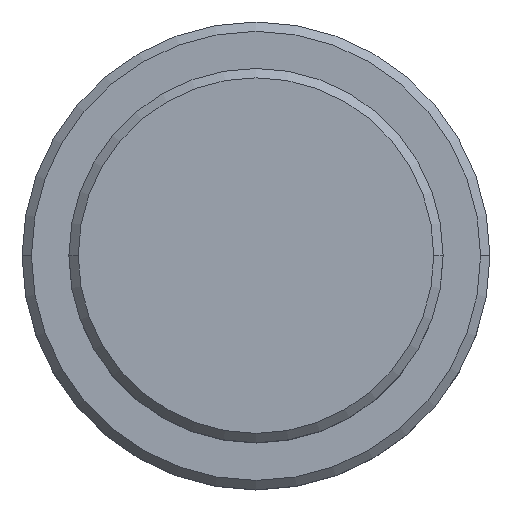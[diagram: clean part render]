
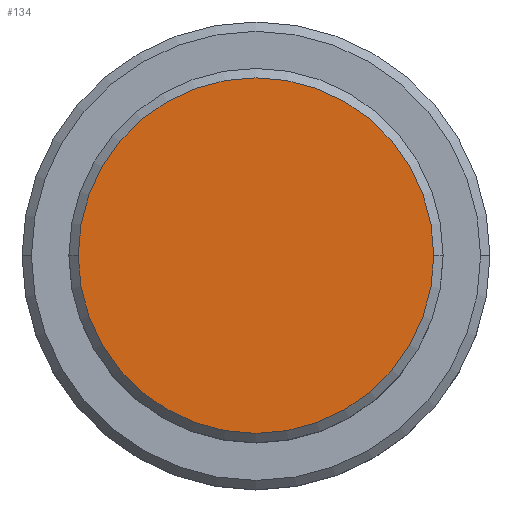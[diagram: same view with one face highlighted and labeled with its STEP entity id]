
A CAD part, top view. The second image highlights one B-rep face of the part: STEP entity #134.
In plain terms, the highlighted planar face has unit normal (0, 0, 1).
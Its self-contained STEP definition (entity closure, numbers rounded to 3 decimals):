
#134 = ADVANCED_FACE ( 'NONE', ( #449 ), #1377, .T. ) ;
#251 = EDGE_CURVE ( 'NONE', #885, #931, #261, .T. ) ;
#261 = CIRCLE ( 'NONE', #329, 9.5 ) ;
#302 = AXIS2_PLACEMENT_3D ( 'NONE', #339, #452, #1341 ) ;
#329 = AXIS2_PLACEMENT_3D ( 'NONE', #774, #333, #410 ) ;
#333 = DIRECTION ( 'NONE',  ( 0., 0., 1. ) ) ;
#339 = CARTESIAN_POINT ( 'NONE',  ( 0., 0., 0. ) ) ;
#401 = DIRECTION ( 'NONE',  ( 1., 0., 0. ) ) ;
#410 = DIRECTION ( 'NONE',  ( 1., 0., 0. ) ) ;
#449 = FACE_OUTER_BOUND ( 'NONE', #810, .T. ) ;
#452 = DIRECTION ( 'NONE',  ( 0., 0., 1. ) ) ;
#504 = AXIS2_PLACEMENT_3D ( 'NONE', #949, #1269, #401 ) ;
#508 = CARTESIAN_POINT ( 'NONE',  ( -9.5, 0., 0. ) ) ;
#645 = EDGE_CURVE ( 'NONE', #931, #885, #899, .T. ) ;
#680 = ORIENTED_EDGE ( 'NONE', *, *, #645, .T. ) ;
#774 = CARTESIAN_POINT ( 'NONE',  ( 0., 0., 0. ) ) ;
#810 = EDGE_LOOP ( 'NONE', ( #680, #1305 ) ) ;
#885 = VERTEX_POINT ( 'NONE', #1306 ) ;
#899 = CIRCLE ( 'NONE', #302, 9.5 ) ;
#931 = VERTEX_POINT ( 'NONE', #508 ) ;
#949 = CARTESIAN_POINT ( 'NONE',  ( 0., 0., 0. ) ) ;
#1269 = DIRECTION ( 'NONE',  ( 0., 0., 1. ) ) ;
#1305 = ORIENTED_EDGE ( 'NONE', *, *, #251, .T. ) ;
#1306 = CARTESIAN_POINT ( 'NONE',  ( 9.5, 0., 0. ) ) ;
#1341 = DIRECTION ( 'NONE',  ( 1., 0., 0. ) ) ;
#1377 = PLANE ( 'NONE',  #504 ) ;
